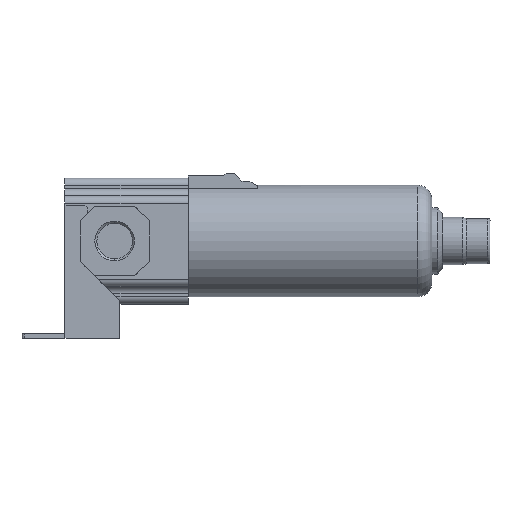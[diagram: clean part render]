
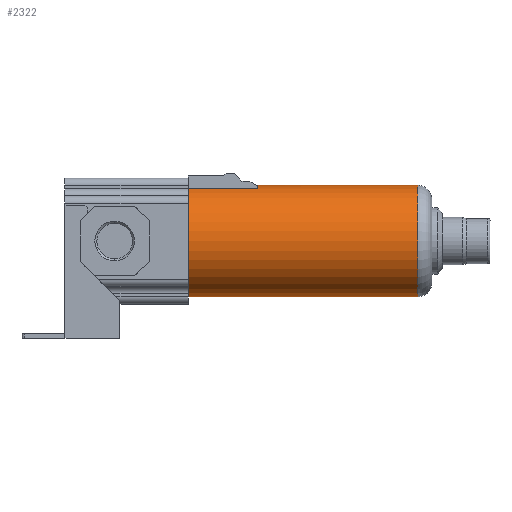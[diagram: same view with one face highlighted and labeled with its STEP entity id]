
A CAD part, left-side view. The second image highlights one B-rep face of the part: STEP entity #2322.
In plain terms, the highlighted cylindrical face has radius 23.45 mm (diameter 46.9 mm), a partial arc.
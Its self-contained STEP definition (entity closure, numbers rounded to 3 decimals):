
#22 = VERTEX_POINT ( 'NONE', #170 ) ;
#148 = CARTESIAN_POINT ( 'NONE',  ( 0., -59.654, 23.45 ) ) ;
#165 = LINE ( 'NONE', #1510, #975 ) ;
#170 = CARTESIAN_POINT ( 'NONE',  ( 0., -59.654, 23.45 ) ) ;
#190 = DIRECTION ( 'NONE',  ( 0., -1., 0. ) ) ;
#191 = AXIS2_PLACEMENT_3D ( 'NONE', #2479, #796, #3296 ) ;
#209 = CARTESIAN_POINT ( 'NONE',  ( 0., -127.5, 23.45 ) ) ;
#252 = CIRCLE ( 'NONE', #2733, 23.45 ) ;
#280 = CARTESIAN_POINT ( 'NONE',  ( -8., -31., 22.043 ) ) ;
#407 = AXIS2_PLACEMENT_3D ( 'NONE', #3470, #2439, #2426 ) ;
#413 = ORIENTED_EDGE ( 'NONE', *, *, #3064, .F. ) ;
#421 = ORIENTED_EDGE ( 'NONE', *, *, #1589, .F. ) ;
#553 = EDGE_CURVE ( 'NONE', #3820, #3432, #2030, .T. ) ;
#567 = DIRECTION ( 'NONE',  ( 0., 0., 1. ) ) ;
#597 = ORIENTED_EDGE ( 'NONE', *, *, #914, .F. ) ;
#728 = EDGE_LOOP ( 'NONE', ( #597, #421, #3824, #1967, #413, #2067, #3568 ) ) ;
#796 = DIRECTION ( 'NONE',  ( 0., -1., 0. ) ) ;
#878 = CARTESIAN_POINT ( 'NONE',  ( -1.143, -59.654, 23.45 ) ) ;
#914 = EDGE_CURVE ( 'NONE', #3653, #22, #2250, .T. ) ;
#936 = VERTEX_POINT ( 'NONE', #4185 ) ;
#975 = VECTOR ( 'NONE', #190, 1000. ) ;
#1187 = VECTOR ( 'NONE', #2552, 1000. ) ;
#1318 = AXIS2_PLACEMENT_3D ( 'NONE', #1987, #1368, #4383 ) ;
#1368 = DIRECTION ( 'NONE',  ( 0., 1., 0. ) ) ;
#1484 = CYLINDRICAL_SURFACE ( 'NONE', #407, 23.45 ) ;
#1491 = CARTESIAN_POINT ( 'NONE',  ( 0., -127.5, -23.45 ) ) ;
#1510 = CARTESIAN_POINT ( 'NONE',  ( -8., -158., 22.043 ) ) ;
#1589 = EDGE_CURVE ( 'NONE', #936, #3653, #252, .T. ) ;
#1734 = CARTESIAN_POINT ( 'NONE',  ( 0., -127.5, -23.45 ) ) ;
#1817 = EDGE_CURVE ( 'NONE', #3562, #2857, #3661, .T. ) ;
#1866 = DIRECTION ( 'NONE',  ( 0., 1., 0. ) ) ;
#1967 = ORIENTED_EDGE ( 'NONE', *, *, #1817, .F. ) ;
#1987 = CARTESIAN_POINT ( 'NONE',  ( 0., -31., 0. ) ) ;
#2030 = CIRCLE ( 'NONE', #191, 23.45 ) ;
#2067 = ORIENTED_EDGE ( 'NONE', *, *, #553, .F. ) ;
#2134 = FACE_OUTER_BOUND ( 'NONE', #728, .T. ) ;
#2186 = CARTESIAN_POINT ( 'NONE',  ( -3.415, -60.1, 23.2 ) ) ;
#2250 =( BOUNDED_CURVE ( )  B_SPLINE_CURVE ( 3, ( #2186, #3560, #878, #148 ),
 .UNSPECIFIED., .F., .F. ) 
 B_SPLINE_CURVE_WITH_KNOTS ( ( 4, 4 ),
 ( 2.995, 3.142 ),
 .UNSPECIFIED. ) 
 CURVE ( )  GEOMETRIC_REPRESENTATION_ITEM ( )  RATIONAL_B_SPLINE_CURVE ( ( 1., 0.998, 0.998, 1. ) ) 
 REPRESENTATION_ITEM ( '' )  );
#2253 = CARTESIAN_POINT ( 'NONE',  ( 0., -60.1, 0. ) ) ;
#2322 = ADVANCED_FACE ( 'NONE', ( #2134 ), #1484, .T. ) ;
#2401 = EDGE_CURVE ( 'NONE', #3820, #22, #3244, .T. ) ;
#2426 = DIRECTION ( 'NONE',  ( 1., 0., 0. ) ) ;
#2439 = DIRECTION ( 'NONE',  ( 0., 1., 0. ) ) ;
#2479 = CARTESIAN_POINT ( 'NONE',  ( 0., -127.5, 0. ) ) ;
#2552 = DIRECTION ( 'NONE',  ( 0., 1., 0. ) ) ;
#2733 = AXIS2_PLACEMENT_3D ( 'NONE', #2253, #3294, #567 ) ;
#2829 = LINE ( 'NONE', #1491, #3459 ) ;
#2857 = VERTEX_POINT ( 'NONE', #280 ) ;
#2973 = CARTESIAN_POINT ( 'NONE',  ( -3.415, -60.1, 23.2 ) ) ;
#3047 = EDGE_CURVE ( 'NONE', #2857, #936, #165, .T. ) ;
#3064 = EDGE_CURVE ( 'NONE', #3432, #3562, #2829, .T. ) ;
#3244 = LINE ( 'NONE', #209, #1187 ) ;
#3294 = DIRECTION ( 'NONE',  ( 0., 1., 0. ) ) ;
#3296 = DIRECTION ( 'NONE',  ( 0., 0., -1. ) ) ;
#3432 = VERTEX_POINT ( 'NONE', #1734 ) ;
#3459 = VECTOR ( 'NONE', #1866, 1000. ) ;
#3470 = CARTESIAN_POINT ( 'NONE',  ( 0., -158., 0. ) ) ;
#3508 = CARTESIAN_POINT ( 'NONE',  ( 0., -31., -23.45 ) ) ;
#3560 = CARTESIAN_POINT ( 'NONE',  ( -2.284, -59.803, 23.367 ) ) ;
#3562 = VERTEX_POINT ( 'NONE', #3508 ) ;
#3568 = ORIENTED_EDGE ( 'NONE', *, *, #2401, .T. ) ;
#3653 = VERTEX_POINT ( 'NONE', #2973 ) ;
#3661 = CIRCLE ( 'NONE', #1318, 23.45 ) ;
#3820 = VERTEX_POINT ( 'NONE', #4116 ) ;
#3824 = ORIENTED_EDGE ( 'NONE', *, *, #3047, .F. ) ;
#4116 = CARTESIAN_POINT ( 'NONE',  ( 0., -127.5, 23.45 ) ) ;
#4185 = CARTESIAN_POINT ( 'NONE',  ( -8., -60.1, 22.043 ) ) ;
#4383 = DIRECTION ( 'NONE',  ( 0., 0., 1. ) ) ;
